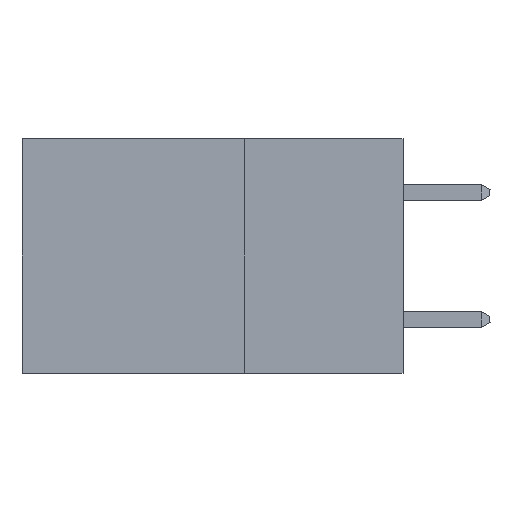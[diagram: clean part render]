
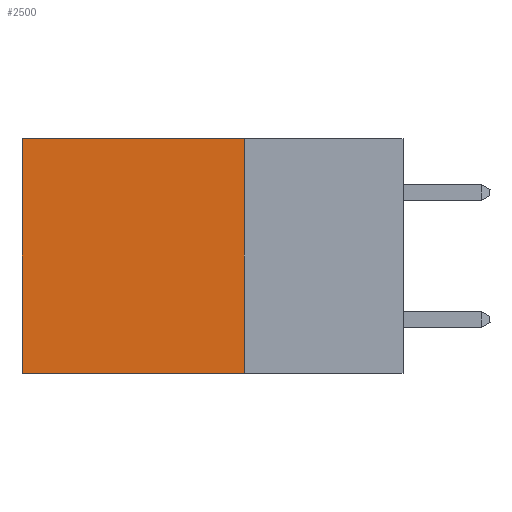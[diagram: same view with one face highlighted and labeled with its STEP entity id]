
A CAD part, left-side view. The second image highlights one B-rep face of the part: STEP entity #2500.
In plain terms, the highlighted planar face has unit normal (-1, 0, 0).
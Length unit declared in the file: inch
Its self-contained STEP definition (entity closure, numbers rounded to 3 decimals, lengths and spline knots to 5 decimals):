
#250 = VERTEX_POINT ( 'NONE', #23395 ) ;
#531 = EDGE_CURVE ( 'NONE', #250, #22765, #10484, .T. ) ;
#556 = DIRECTION ( 'NONE',  ( 0., 1., 0. ) ) ;
#1771 = CARTESIAN_POINT ( 'NONE',  ( 0.2875, 0.25, 0. ) ) ;
#2500 = ADVANCED_FACE ( 'NONE', ( #26693 ), #20278, .F. ) ;
#3445 = VECTOR ( 'NONE', #6447, 39.37008 ) ;
#3665 = ORIENTED_EDGE ( 'NONE', *, *, #24307, .T. ) ;
#3801 = CARTESIAN_POINT ( 'NONE',  ( 0.2875, 0.6, -0.37 ) ) ;
#3862 = VECTOR ( 'NONE', #556, 39.37008 ) ;
#5319 = ORIENTED_EDGE ( 'NONE', *, *, #25807, .F. ) ;
#6447 = DIRECTION ( 'NONE',  ( 0., 0., -1. ) ) ;
#6547 = CARTESIAN_POINT ( 'NONE',  ( 0.2875, 0.6, 0. ) ) ;
#7753 = DIRECTION ( 'NONE',  ( 0., 0., -1. ) ) ;
#10335 = CARTESIAN_POINT ( 'NONE',  ( 0.2875, 0.25, -0.37 ) ) ;
#10484 = LINE ( 'NONE', #6547, #3445 ) ;
#10520 = LINE ( 'NONE', #27650, #3862 ) ;
#10984 = EDGE_CURVE ( 'NONE', #15623, #23653, #19544, .T. ) ;
#12306 = EDGE_LOOP ( 'NONE', ( #17524, #5319, #26403, #3665 ) ) ;
#14972 = DIRECTION ( 'NONE',  ( 0., 1., 0. ) ) ;
#15346 = AXIS2_PLACEMENT_3D ( 'NONE', #20544, #22418, #7753 ) ;
#15623 = VERTEX_POINT ( 'NONE', #15948 ) ;
#15948 = CARTESIAN_POINT ( 'NONE',  ( 0.2875, 0.25, 0. ) ) ;
#16599 = DIRECTION ( 'NONE',  ( 0., 0., -1. ) ) ;
#17524 = ORIENTED_EDGE ( 'NONE', *, *, #531, .T. ) ;
#19544 = LINE ( 'NONE', #1771, #19861 ) ;
#19861 = VECTOR ( 'NONE', #16599, 39.37008 ) ;
#20278 = PLANE ( 'NONE',  #15346 ) ;
#20544 = CARTESIAN_POINT ( 'NONE',  ( 0.2875, 0.25, 0. ) ) ;
#21147 = CARTESIAN_POINT ( 'NONE',  ( 0.2875, 0.25, -0.37 ) ) ;
#21485 = LINE ( 'NONE', #10335, #24504 ) ;
#22418 = DIRECTION ( 'NONE',  ( 1., 0., 0. ) ) ;
#22765 = VERTEX_POINT ( 'NONE', #3801 ) ;
#23395 = CARTESIAN_POINT ( 'NONE',  ( 0.2875, 0.6, 0. ) ) ;
#23653 = VERTEX_POINT ( 'NONE', #21147 ) ;
#24307 = EDGE_CURVE ( 'NONE', #15623, #250, #10520, .T. ) ;
#24504 = VECTOR ( 'NONE', #14972, 39.37008 ) ;
#25807 = EDGE_CURVE ( 'NONE', #23653, #22765, #21485, .T. ) ;
#26403 = ORIENTED_EDGE ( 'NONE', *, *, #10984, .F. ) ;
#26693 = FACE_OUTER_BOUND ( 'NONE', #12306, .T. ) ;
#27650 = CARTESIAN_POINT ( 'NONE',  ( 0.2875, 0.25, 0. ) ) ;
